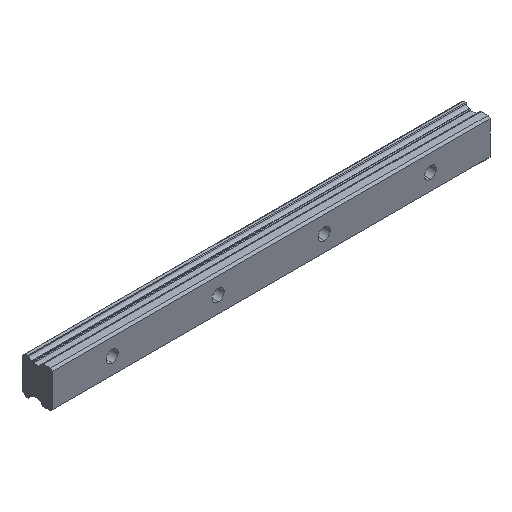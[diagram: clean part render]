
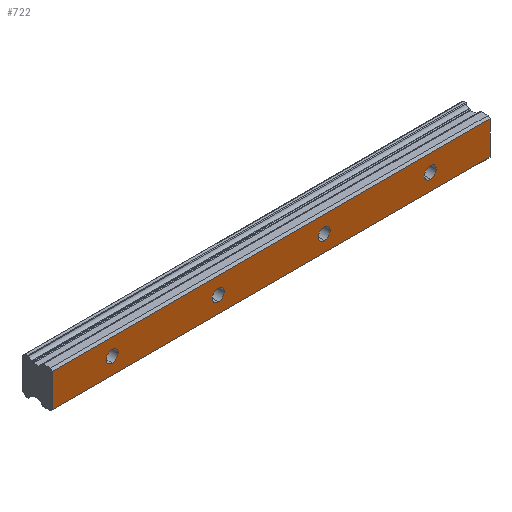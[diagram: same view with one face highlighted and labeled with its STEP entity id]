
A CAD part, isometric view. The second image highlights one B-rep face of the part: STEP entity #722.
In plain terms, the highlighted planar face has unit normal (0, -1, 0).
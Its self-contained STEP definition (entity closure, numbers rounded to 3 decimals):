
#48 = DIRECTION ( 'NONE',  ( 0., -1., 0. ) ) ;
#50 = VERTEX_POINT ( 'NONE', #1048 ) ;
#65 = CARTESIAN_POINT ( 'NONE',  ( 80., 0., -4.5 ) ) ;
#90 = ORIENTED_EDGE ( 'NONE', *, *, #1041, .F. ) ;
#97 = DIRECTION ( 'NONE',  ( 0., -1., 0. ) ) ;
#143 = VECTOR ( 'NONE', #408, 1000. ) ;
#145 = AXIS2_PLACEMENT_3D ( 'NONE', #1746, #555, #1029 ) ;
#159 = VERTEX_POINT ( 'NONE', #1504 ) ;
#160 = DIRECTION ( 'NONE',  ( 0., -1., 0. ) ) ;
#162 = FACE_BOUND ( 'NONE', #1240, .T. ) ;
#170 = DIRECTION ( 'NONE',  ( 0., 1., 0. ) ) ;
#185 = VERTEX_POINT ( 'NONE', #1820 ) ;
#194 = CARTESIAN_POINT ( 'NONE',  ( 0., 0., 4.5 ) ) ;
#208 = DIRECTION ( 'NONE',  ( 0., 0., 1. ) ) ;
#210 = ORIENTED_EDGE ( 'NONE', *, *, #801, .F. ) ;
#215 = EDGE_CURVE ( 'NONE', #1828, #1848, #1080, .T. ) ;
#232 = CARTESIAN_POINT ( 'NONE',  ( -45., 0., 12.5 ) ) ;
#248 = CARTESIAN_POINT ( 'NONE',  ( 285., 0., 12.5 ) ) ;
#251 = DIRECTION ( 'NONE',  ( 0., 0., 1. ) ) ;
#302 = DIRECTION ( 'NONE',  ( 0., -1., 0. ) ) ;
#310 = DIRECTION ( 'NONE',  ( 0., -1., 0. ) ) ;
#352 = CARTESIAN_POINT ( 'NONE',  ( 80., 0., 0. ) ) ;
#376 = CARTESIAN_POINT ( 'NONE',  ( 240., 0., 4.5 ) ) ;
#377 = VERTEX_POINT ( 'NONE', #381 ) ;
#381 = CARTESIAN_POINT ( 'NONE',  ( 80., 0., 4.5 ) ) ;
#385 = VERTEX_POINT ( 'NONE', #65 ) ;
#386 = LINE ( 'NONE', #406, #1321 ) ;
#396 = CIRCLE ( 'NONE', #650, 4.5 ) ;
#406 = CARTESIAN_POINT ( 'NONE',  ( 285., 0., 12.5 ) ) ;
#408 = DIRECTION ( 'NONE',  ( -1., 0., 0. ) ) ;
#410 = DIRECTION ( 'NONE',  ( 1., 0., 0. ) ) ;
#423 = DIRECTION ( 'NONE',  ( 0., 0., 1. ) ) ;
#428 = AXIS2_PLACEMENT_3D ( 'NONE', #1919, #310, #1901 ) ;
#482 = CIRCLE ( 'NONE', #1471, 4.5 ) ;
#520 = EDGE_CURVE ( 'NONE', #50, #1828, #1325, .T. ) ;
#555 = DIRECTION ( 'NONE',  ( 0., -1., 0. ) ) ;
#563 = EDGE_CURVE ( 'NONE', #969, #1760, #987, .T. ) ;
#589 = CARTESIAN_POINT ( 'NONE',  ( 285., 0., -12.5 ) ) ;
#604 = DIRECTION ( 'NONE',  ( 0., 0., 1. ) ) ;
#650 = AXIS2_PLACEMENT_3D ( 'NONE', #1689, #1238, #1819 ) ;
#651 = CARTESIAN_POINT ( 'NONE',  ( 80., 0., 0. ) ) ;
#653 = CIRCLE ( 'NONE', #1423, 4.5 ) ;
#680 = EDGE_LOOP ( 'NONE', ( #1035, #1846, #210, #1405 ) ) ;
#684 = EDGE_CURVE ( 'NONE', #385, #377, #482, .T. ) ;
#691 = CIRCLE ( 'NONE', #1707, 4.5 ) ;
#722 = ADVANCED_FACE ( 'NONE', ( #1067, #916, #1710, #162, #1188 ), #1057, .F. ) ;
#795 = VERTEX_POINT ( 'NONE', #376 ) ;
#798 = CARTESIAN_POINT ( 'NONE',  ( -45., 0., 12.5 ) ) ;
#801 = EDGE_CURVE ( 'NONE', #1848, #159, #1437, .T. ) ;
#811 = ORIENTED_EDGE ( 'NONE', *, *, #1661, .F. ) ;
#823 = CARTESIAN_POINT ( 'NONE',  ( 0., 0., 0. ) ) ;
#845 = CARTESIAN_POINT ( 'NONE',  ( 240., 0., 0. ) ) ;
#854 = DIRECTION ( 'NONE',  ( 0., 0., -1. ) ) ;
#916 = FACE_BOUND ( 'NONE', #1747, .T. ) ;
#962 = VECTOR ( 'NONE', #604, 1000. ) ;
#969 = VERTEX_POINT ( 'NONE', #1533 ) ;
#975 = CARTESIAN_POINT ( 'NONE',  ( 0., 0., -4.5 ) ) ;
#987 = CIRCLE ( 'NONE', #145, 4.5 ) ;
#1015 = DIRECTION ( 'NONE',  ( 0., -1., 0. ) ) ;
#1023 = AXIS2_PLACEMENT_3D ( 'NONE', #651, #48, #1802 ) ;
#1029 = DIRECTION ( 'NONE',  ( 0., 0., 1. ) ) ;
#1035 = ORIENTED_EDGE ( 'NONE', *, *, #520, .F. ) ;
#1041 = EDGE_CURVE ( 'NONE', #377, #385, #1756, .T. ) ;
#1048 = CARTESIAN_POINT ( 'NONE',  ( 285., 0., -12.5 ) ) ;
#1057 = PLANE ( 'NONE',  #1508 ) ;
#1067 = FACE_OUTER_BOUND ( 'NONE', #680, .T. ) ;
#1080 = LINE ( 'NONE', #798, #962 ) ;
#1118 = CARTESIAN_POINT ( 'NONE',  ( -45., 0., -12.5 ) ) ;
#1171 = CIRCLE ( 'NONE', #428, 4.5 ) ;
#1174 = ORIENTED_EDGE ( 'NONE', *, *, #1299, .F. ) ;
#1187 = CARTESIAN_POINT ( 'NONE',  ( 160., 0., 0. ) ) ;
#1188 = FACE_BOUND ( 'NONE', #1674, .T. ) ;
#1238 = DIRECTION ( 'NONE',  ( 0., -1., 0. ) ) ;
#1240 = EDGE_LOOP ( 'NONE', ( #1454, #1452 ) ) ;
#1252 = ORIENTED_EDGE ( 'NONE', *, *, #684, .F. ) ;
#1275 = VERTEX_POINT ( 'NONE', #975 ) ;
#1299 = EDGE_CURVE ( 'NONE', #185, #795, #396, .T. ) ;
#1321 = VECTOR ( 'NONE', #854, 1000. ) ;
#1325 = LINE ( 'NONE', #589, #143 ) ;
#1341 = VERTEX_POINT ( 'NONE', #194 ) ;
#1359 = DIRECTION ( 'NONE',  ( 0., 0., 1. ) ) ;
#1371 = EDGE_LOOP ( 'NONE', ( #811, #1174 ) ) ;
#1405 = ORIENTED_EDGE ( 'NONE', *, *, #215, .F. ) ;
#1423 = AXIS2_PLACEMENT_3D ( 'NONE', #845, #97, #251 ) ;
#1437 = LINE ( 'NONE', #248, #1631 ) ;
#1444 = EDGE_CURVE ( 'NONE', #1275, #1341, #1171, .T. ) ;
#1452 = ORIENTED_EDGE ( 'NONE', *, *, #1479, .F. ) ;
#1454 = ORIENTED_EDGE ( 'NONE', *, *, #563, .F. ) ;
#1463 = DIRECTION ( 'NONE',  ( 0., 0., 1. ) ) ;
#1471 = AXIS2_PLACEMENT_3D ( 'NONE', #352, #302, #208 ) ;
#1479 = EDGE_CURVE ( 'NONE', #1760, #969, #1480, .T. ) ;
#1480 = CIRCLE ( 'NONE', #1890, 4.5 ) ;
#1492 = CARTESIAN_POINT ( 'NONE',  ( 285., 0., 12.5 ) ) ;
#1504 = CARTESIAN_POINT ( 'NONE',  ( 285., 0., 12.5 ) ) ;
#1508 = AXIS2_PLACEMENT_3D ( 'NONE', #1492, #170, #1359 ) ;
#1533 = CARTESIAN_POINT ( 'NONE',  ( 160., 0., 4.5 ) ) ;
#1631 = VECTOR ( 'NONE', #410, 1000. ) ;
#1656 = EDGE_CURVE ( 'NONE', #159, #50, #386, .T. ) ;
#1661 = EDGE_CURVE ( 'NONE', #795, #185, #653, .T. ) ;
#1674 = EDGE_LOOP ( 'NONE', ( #90, #1252 ) ) ;
#1689 = CARTESIAN_POINT ( 'NONE',  ( 240., 0., 0. ) ) ;
#1707 = AXIS2_PLACEMENT_3D ( 'NONE', #823, #1015, #423 ) ;
#1710 = FACE_BOUND ( 'NONE', #1371, .T. ) ;
#1746 = CARTESIAN_POINT ( 'NONE',  ( 160., 0., 0. ) ) ;
#1747 = EDGE_LOOP ( 'NONE', ( #1751, #1912 ) ) ;
#1751 = ORIENTED_EDGE ( 'NONE', *, *, #1798, .F. ) ;
#1756 = CIRCLE ( 'NONE', #1023, 4.5 ) ;
#1760 = VERTEX_POINT ( 'NONE', #1902 ) ;
#1798 = EDGE_CURVE ( 'NONE', #1341, #1275, #691, .T. ) ;
#1802 = DIRECTION ( 'NONE',  ( 0., 0., 1. ) ) ;
#1819 = DIRECTION ( 'NONE',  ( 0., 0., 1. ) ) ;
#1820 = CARTESIAN_POINT ( 'NONE',  ( 240., 0., -4.5 ) ) ;
#1828 = VERTEX_POINT ( 'NONE', #1118 ) ;
#1846 = ORIENTED_EDGE ( 'NONE', *, *, #1656, .F. ) ;
#1848 = VERTEX_POINT ( 'NONE', #232 ) ;
#1890 = AXIS2_PLACEMENT_3D ( 'NONE', #1187, #160, #1463 ) ;
#1901 = DIRECTION ( 'NONE',  ( 0., 0., 1. ) ) ;
#1902 = CARTESIAN_POINT ( 'NONE',  ( 160., 0., -4.5 ) ) ;
#1912 = ORIENTED_EDGE ( 'NONE', *, *, #1444, .F. ) ;
#1919 = CARTESIAN_POINT ( 'NONE',  ( 0., 0., 0. ) ) ;
